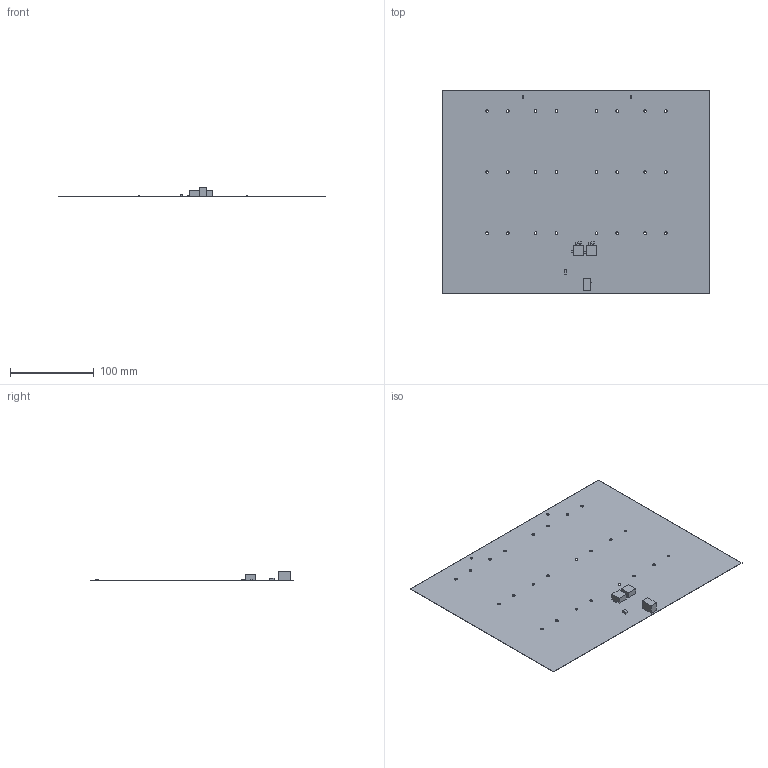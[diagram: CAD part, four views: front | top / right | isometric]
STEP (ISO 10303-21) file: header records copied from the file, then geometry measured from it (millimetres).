
FILE_DESCRIPTION(('Open CASCADE Model'),'2;1');
FILE_NAME('Open CASCADE Shape Model','2014-11-25T00:23:08',('Author'),( 'Open CASCADE'),'Open CASCADE STEP processor 6.5','Open CASCADE 6.5' ,'Unknown');
FILE_SCHEMA(('AUTOMOTIVE_DESIGN { 1 0 10303 214 1 1 1 1 }'));
Length unit declared in the file: millimetre
Products named in the file (34): PCB; Board; C7_47uF; 743509024; Extruded; U2; 580494096; U1; R6; 580483600; R5; R3; R1; P1; 743508640; C6; 580487568; C5; 580501904; C4; 580487056; C3; C2; C1; R7; R2; D2; D1
Assembly tree (44 placements, depth 4):
  PCB
    Board
    C7_47uF
      743509024
        Extruded
    U2
      580494096
        Extruded
    U1
      580494096
        Extruded
    R6
      580483600
        Extruded
    R5
      580483600
        Extruded
    R3
      580483600
        Extruded
    R1
      580483600
        Extruded
    P1
      743508640
        Extruded
    C6
      580487568
        Extruded
    C5
      580501904
        Extruded
    C4
      580487056
        Extruded
    C3
      580487568
        Extruded
    C2
      580501904
        Extruded
    C1
      580487056
        Extruded
    R7
      580483600
        Extruded
    R2
      580483600
        Extruded
    D2
      580483600
        Extruded
    D1
      580483600
        Extruded
Bounding box: 318.77 x 242.57 x 11.41 mm (x, y, z)
Volume: 35423.3 mm3; surface area: 157155.9 mm2
Topology: 19 solids, 19 shells, 142 faces, 312 edges, 208 vertices
Faces by surface type: plane 114, cylinder 28
Full cylindrical faces by diameter (mm): 1.6 x3, 2.21 x1, 3.175 x24
Entity records: 5580 total; most frequent: CARTESIAN_POINT 1117, DIRECTION 782, LINE 428, VECTOR 428, ORIENTED_EDGE 360, PCURVE 360, DEFINITIONAL_REPRESENTATION 360, EDGE_CURVE 180
